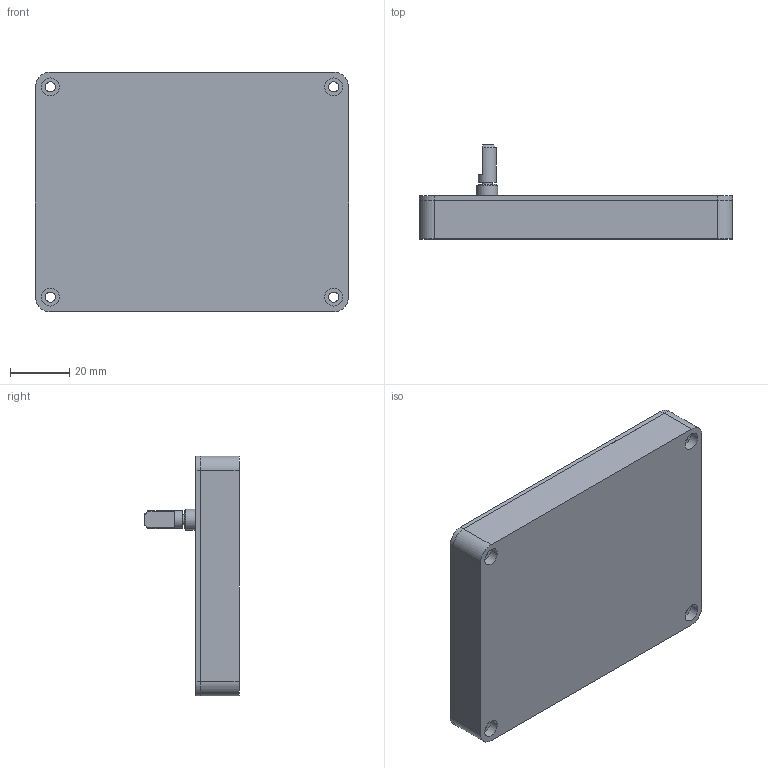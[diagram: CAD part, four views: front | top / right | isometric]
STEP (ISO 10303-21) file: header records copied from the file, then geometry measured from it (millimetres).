
FILE_DESCRIPTION(/* description */ (''),/* implementation_level */ '2;1');
FILE_NAME(/* name */ 'assembled.step',/* time_stamp */ '2025-12-18T10:44:02-05:00',/* author */ (''),/* organization */ (''),/* preprocessor_version */ 'ST-DEVELOPER v20.1',/* originating_system */ 'Autodesk Translation Framework v14.21.0.0',/* authorisation */ '');
FILE_SCHEMA (('AUTOMOTIVE_DESIGN { 1 0 10303 214 3 1 1 }'));
Products named in the file (16): 2025-12-18-10-37-41-490; 2025-12-15-11-34-35-837; 2025-12-15-11-36-18-829; 2025-12-18-15-02-59-243; 2025-12-18-15-02-59-244; 2025-12-18-15-02-59-245; 2025-12-18-15-02-59-246; 2025-12-18-15-02-59-247; 2025-12-18-15-02-59-248; 2025-12-18-15-02-59-249; 2025-12-18-15-02-59-250; 2025-12-18-15-02-59-251; 2025-12-18-15-02-59-252; 2025-12-18-15-02-59-253; 2025-12-15-11-44-56-138; 2025-12-18-15-27-16-459
Assembly tree (15 placements, depth 6):
  2025-12-18-10-37-41-490
    2025-12-15-11-34-35-837
      2025-12-15-11-36-18-829
      2025-12-18-15-02-59-243
        2025-12-18-15-02-59-244
          2025-12-18-15-02-59-245
          2025-12-18-15-02-59-246
          2025-12-18-15-02-59-247
            2025-12-18-15-02-59-248
            2025-12-18-15-02-59-249
            2025-12-18-15-02-59-250
            2025-12-18-15-02-59-251
            2025-12-18-15-02-59-252
          2025-12-18-15-02-59-253
      2025-12-15-11-44-56-138
      2025-12-18-15-27-16-459
Bounding box: 105.31 x 31.67 x 80.71 mm (x, y, z)
Volume: 68160.6 mm3; surface area: 43554.7 mm2
Topology: 86 solids, 86 shells, 2282 faces, 5933 edges, 3850 vertices
Faces by surface type: plane 1400, bspline 481, cylinder 357, torus 24, cone 10, sphere 10
Full cylindrical faces by diameter (mm): 0.4 x1, 0.5 x2, 0.8 x14, 1.5 x2, 2 x1, 3.3 x1, 3.4 x8, 3.5 x1, 3.51 x1, 4 x1, 6 x5, 7 x1, 8 x1
Entity records: 75044 total; most frequent: CARTESIAN_POINT 20565, ORIENTED_EDGE 11850, DIRECTION 9384, EDGE_CURVE 5925, LINE 4206, VECTOR 4206, VERTEX_POINT 3850, AXIS2_PLACEMENT_3D 2589
